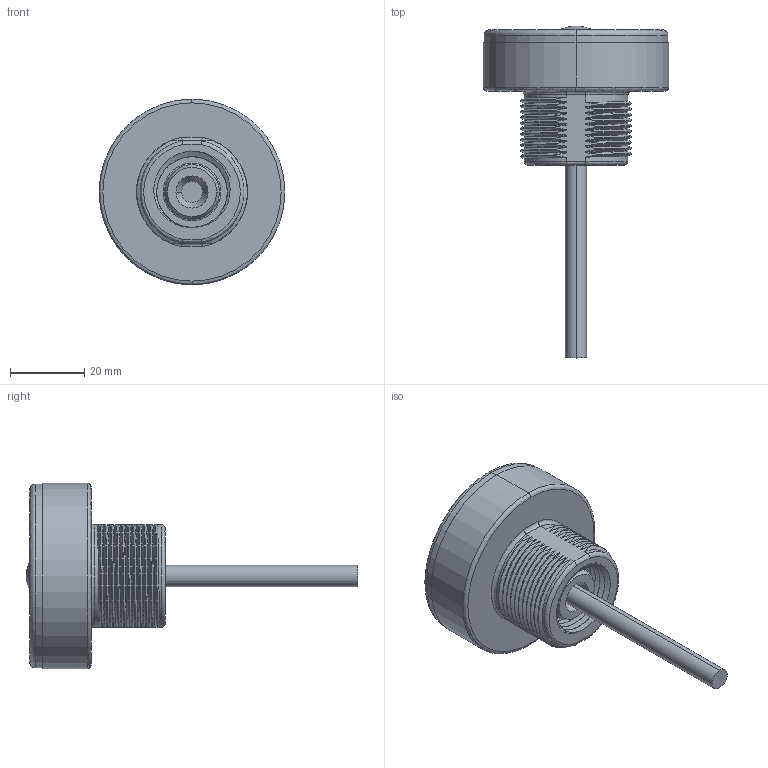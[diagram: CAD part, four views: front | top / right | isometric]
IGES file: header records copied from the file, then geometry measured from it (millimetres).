
Start section:  PTC IGES file: 151344.igs
Global section: file name: 151344.igs; native system: Pro/ENGINEER by Parametric Technology Corporation; preprocessor: 2009141; author: banengservice; organization: Unknown; date: 20100325.130552; units: inch
Bounding box: 50 x 89.4 x 50 mm (x, y, z)
Volume: 44437.6 mm3; surface area: 11306.8 mm2
Topology: 1 solids, 1 shells, 146 faces, 389 edges, 252 vertices
Faces by surface type: bspline 80, revolution 66
